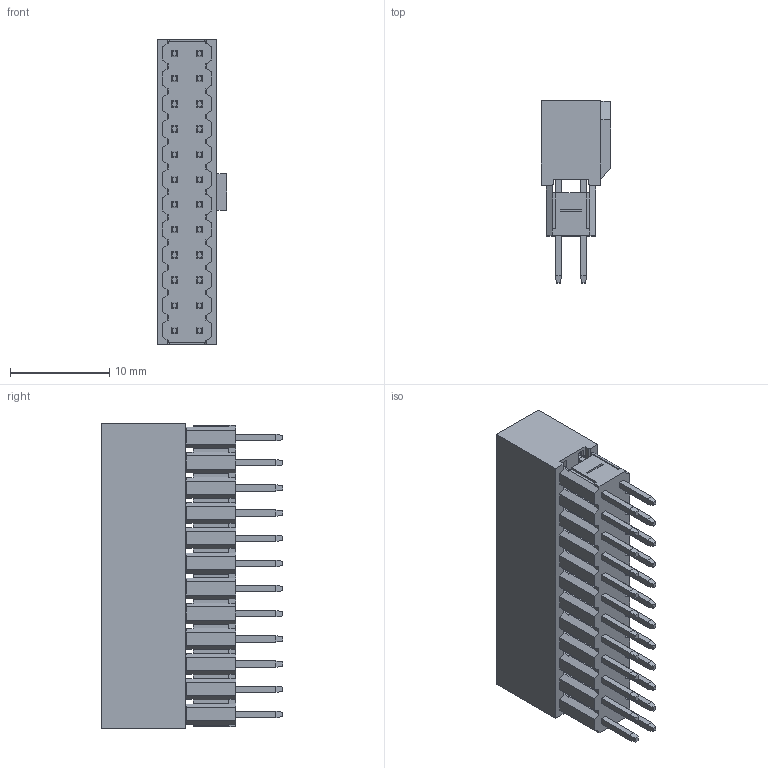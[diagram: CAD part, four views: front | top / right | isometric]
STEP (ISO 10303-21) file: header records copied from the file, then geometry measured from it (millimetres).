
FILE_DESCRIPTION( ('This file contains a STEP AP42 implementation' ,'as created by ZW3D STEP Interface translator.') ,'2;1' );
FILE_NAME( '2185DF2-2XXSXXCYNX1.stp' ,'23 5 5.104415', (''), ('ZWCAD Software Co.'), 'Version 1.0', 'ZW3D to STEP translator', '' );
FILE_SCHEMA(('AUTOMOTIVE_DESIGN { 1 0 10303 214 1 1 1 1 }'));
Length unit declared in the file: millimetre
Products named in the file (2): 0; 2185DF2-220SXXCYNX1
Bounding box: 7 x 18.35 x 30.88 mm (x, y, z)
Volume: 2025.1 mm3; surface area: 3831.6 mm2
Topology: 1 solids, 36 shells, 2864 faces, 8680 edges, 5633 vertices
Faces by surface type: plane 2166, cylinder 626, bspline 72
Entity records: 123141 total; most frequent: CARTESIAN_POINT 56174, ORIENTED_EDGE 17352, EDGE_CURVE 8676, DIRECTION 7394, B_SPLINE_CURVE_WITH_KNOTS 7160, VERTEX_POINT 5624, EDGE_LOOP 3082, AXIS2_PLACEMENT_3D 3081
